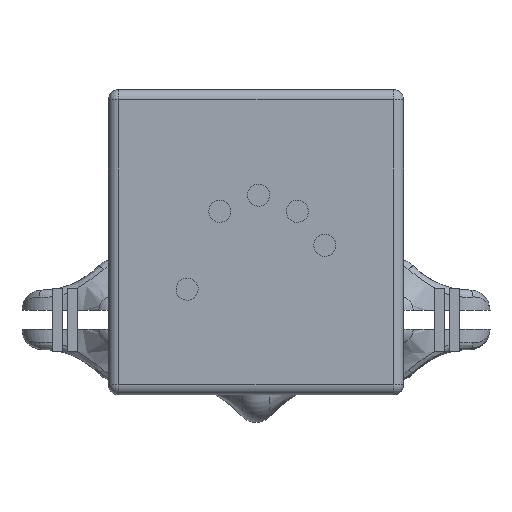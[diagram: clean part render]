
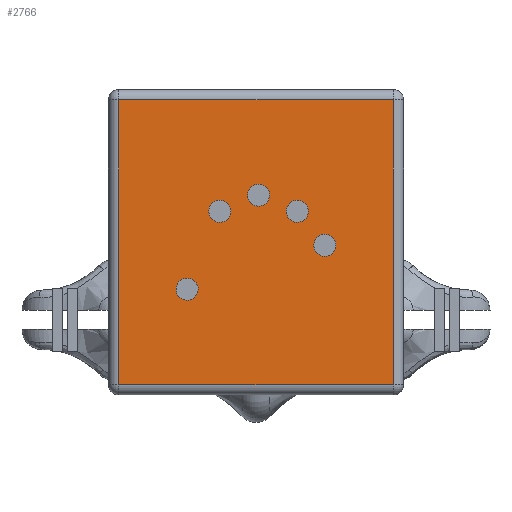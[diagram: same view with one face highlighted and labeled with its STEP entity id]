
A CAD part, left-side view. The second image highlights one B-rep face of the part: STEP entity #2766.
In plain terms, the highlighted planar face has unit normal (-1, 0, 0).
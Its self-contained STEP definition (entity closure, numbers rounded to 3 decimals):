
#86=FACE_BOUND('',#779,.T.);
#87=FACE_BOUND('',#780,.T.);
#88=FACE_BOUND('',#781,.T.);
#89=FACE_BOUND('',#782,.T.);
#90=FACE_BOUND('',#783,.T.);
#396=PLANE('',#3043);
#569=FACE_OUTER_BOUND('',#778,.T.);
#778=EDGE_LOOP('',(#2446,#2447,#2448,#2449));
#779=EDGE_LOOP('',(#2450));
#780=EDGE_LOOP('',(#2451));
#781=EDGE_LOOP('',(#2452));
#782=EDGE_LOOP('',(#2453));
#783=EDGE_LOOP('',(#2454));
#847=LINE('',#7688,#999);
#877=LINE('',#11081,#1029);
#878=LINE('',#11086,#1030);
#879=LINE('',#11090,#1031);
#999=VECTOR('',#3185,56.);
#1029=VECTOR('',#3327,54.);
#1030=VECTOR('',#3334,54.);
#1031=VECTOR('',#3339,56.);
#1136=B_SPLINE_CURVE_WITH_KNOTS('',3,(#3806,#3807,#3808,#3809,#3810,#3811,
#3812,#3813,#3814,#3815,#3816,#3817,#3818),.UNSPECIFIED.,.T.,.F.,(4,3,3,
3,4),(0.,1.,2.,3.,4.),.UNSPECIFIED.);
#1138=B_SPLINE_CURVE_WITH_KNOTS('',3,(#3862,#3863,#3864,#3865,#3866,#3867,
#3868,#3869,#3870,#3871,#3872,#3873,#3874),.UNSPECIFIED.,.T.,.F.,(4,3,3,
3,4),(0.,1.,2.,3.,4.),.UNSPECIFIED.);
#1140=B_SPLINE_CURVE_WITH_KNOTS('',3,(#3918,#3919,#3920,#3921,#3922,#3923,
#3924,#3925,#3926,#3927,#3928,#3929,#3930),.UNSPECIFIED.,.T.,.F.,(4,3,3,
3,4),(0.,1.,2.,3.,4.),.UNSPECIFIED.);
#1142=B_SPLINE_CURVE_WITH_KNOTS('',3,(#3974,#3975,#3976,#3977,#3978,#3979,
#3980,#3981,#3982,#3983,#3984,#3985,#3986),.UNSPECIFIED.,.T.,.F.,(4,3,3,
3,4),(0.,1.,2.,3.,4.),.UNSPECIFIED.);
#1144=B_SPLINE_CURVE_WITH_KNOTS('',3,(#4030,#4031,#4032,#4033,#4034,#4035,
#4036,#4037,#4038,#4039,#4040,#4041,#4042),.UNSPECIFIED.,.T.,.F.,(4,3,3,
3,4),(0.,1.,2.,3.,4.),.UNSPECIFIED.);
#1186=VERTEX_POINT('',#3805);
#1188=VERTEX_POINT('',#3861);
#1190=VERTEX_POINT('',#3917);
#1192=VERTEX_POINT('',#3973);
#1194=VERTEX_POINT('',#4029);
#1238=VERTEX_POINT('',#7686);
#1239=VERTEX_POINT('',#7687);
#1305=VERTEX_POINT('',#11080);
#1306=VERTEX_POINT('',#11084);
#1434=EDGE_CURVE('',#1186,#1186,#1136,.T.);
#1437=EDGE_CURVE('',#1188,#1188,#1138,.T.);
#1440=EDGE_CURVE('',#1190,#1190,#1140,.T.);
#1443=EDGE_CURVE('',#1192,#1192,#1142,.T.);
#1446=EDGE_CURVE('',#1194,#1194,#1144,.T.);
#1508=EDGE_CURVE('',#1238,#1239,#847,.T.);
#1599=EDGE_CURVE('',#1238,#1305,#877,.T.);
#1602=EDGE_CURVE('',#1239,#1306,#878,.T.);
#1604=EDGE_CURVE('',#1305,#1306,#879,.T.);
#2446=ORIENTED_EDGE('',*,*,#1508,.T.);
#2447=ORIENTED_EDGE('',*,*,#1602,.T.);
#2448=ORIENTED_EDGE('',*,*,#1604,.F.);
#2449=ORIENTED_EDGE('',*,*,#1599,.F.);
#2450=ORIENTED_EDGE('',*,*,#1434,.T.);
#2451=ORIENTED_EDGE('',*,*,#1437,.T.);
#2452=ORIENTED_EDGE('',*,*,#1440,.T.);
#2453=ORIENTED_EDGE('',*,*,#1443,.T.);
#2454=ORIENTED_EDGE('',*,*,#1446,.T.);
#2766=ADVANCED_FACE('',(#569,#86,#87,#88,#89,#90),#396,.F.);
#3043=AXIS2_PLACEMENT_3D('',#17476,#3632,#3633);
#3185=DIRECTION('',(0.,0.,1.));
#3327=DIRECTION('',(0.,1.,0.));
#3334=DIRECTION('',(0.,1.,0.));
#3339=DIRECTION('',(0.,0.,1.));
#3632=DIRECTION('center_axis',(1.,0.,0.));
#3633=DIRECTION('ref_axis',(0.,0.,1.));
#3805=CARTESIAN_POINT('',(-57.,-10.285,23.073));
#3806=CARTESIAN_POINT('Ctrl Pts',(-57.,-10.285,23.073));
#3807=CARTESIAN_POINT('Ctrl Pts',(-57.,-10.285,21.877));
#3808=CARTESIAN_POINT('Ctrl Pts',(-57.,-9.312,20.907));
#3809=CARTESIAN_POINT('Ctrl Pts',(-57.,-8.113,20.907));
#3810=CARTESIAN_POINT('Ctrl Pts',(-57.,-6.914,20.907));
#3811=CARTESIAN_POINT('Ctrl Pts',(-57.,-5.941,21.877));
#3812=CARTESIAN_POINT('Ctrl Pts',(-57.,-5.941,23.073));
#3813=CARTESIAN_POINT('Ctrl Pts',(-57.,-5.941,24.269));
#3814=CARTESIAN_POINT('Ctrl Pts',(-57.,-6.914,25.239));
#3815=CARTESIAN_POINT('Ctrl Pts',(-57.,-8.113,25.239));
#3816=CARTESIAN_POINT('Ctrl Pts',(-57.,-9.312,25.239));
#3817=CARTESIAN_POINT('Ctrl Pts',(-57.,-10.285,24.269));
#3818=CARTESIAN_POINT('Ctrl Pts',(-57.,-10.285,23.073));
#3861=CARTESIAN_POINT('',(-57.,4.942,23.073));
#3862=CARTESIAN_POINT('Ctrl Pts',(-57.,4.942,23.073));
#3863=CARTESIAN_POINT('Ctrl Pts',(-57.,4.942,21.877));
#3864=CARTESIAN_POINT('Ctrl Pts',(-57.,5.915,20.907));
#3865=CARTESIAN_POINT('Ctrl Pts',(-57.,7.114,20.907));
#3866=CARTESIAN_POINT('Ctrl Pts',(-57.,8.314,20.907));
#3867=CARTESIAN_POINT('Ctrl Pts',(-57.,9.286,21.877));
#3868=CARTESIAN_POINT('Ctrl Pts',(-57.,9.286,23.073));
#3869=CARTESIAN_POINT('Ctrl Pts',(-57.,9.286,24.269));
#3870=CARTESIAN_POINT('Ctrl Pts',(-57.,8.314,25.239));
#3871=CARTESIAN_POINT('Ctrl Pts',(-57.,7.114,25.239));
#3872=CARTESIAN_POINT('Ctrl Pts',(-57.,5.915,25.239));
#3873=CARTESIAN_POINT('Ctrl Pts',(-57.,4.942,24.269));
#3874=CARTESIAN_POINT('Ctrl Pts',(-57.,4.942,23.073));
#3917=CARTESIAN_POINT('',(-57.,11.376,7.762));
#3918=CARTESIAN_POINT('Ctrl Pts',(-57.,11.376,7.762));
#3919=CARTESIAN_POINT('Ctrl Pts',(-57.,11.376,6.565));
#3920=CARTESIAN_POINT('Ctrl Pts',(-57.,12.348,5.595));
#3921=CARTESIAN_POINT('Ctrl Pts',(-57.,13.548,5.595));
#3922=CARTESIAN_POINT('Ctrl Pts',(-57.,14.748,5.595));
#3923=CARTESIAN_POINT('Ctrl Pts',(-57.,15.72,6.565));
#3924=CARTESIAN_POINT('Ctrl Pts',(-57.,15.72,7.762));
#3925=CARTESIAN_POINT('Ctrl Pts',(-57.,15.72,8.958));
#3926=CARTESIAN_POINT('Ctrl Pts',(-57.,14.748,9.928));
#3927=CARTESIAN_POINT('Ctrl Pts',(-57.,13.548,9.928));
#3928=CARTESIAN_POINT('Ctrl Pts',(-57.,12.348,9.928));
#3929=CARTESIAN_POINT('Ctrl Pts',(-57.,11.376,8.958));
#3930=CARTESIAN_POINT('Ctrl Pts',(-57.,11.376,7.762));
#3973=CARTESIAN_POINT('',(-57.,-2.671,26.238));
#3974=CARTESIAN_POINT('Ctrl Pts',(-57.,-2.671,26.238));
#3975=CARTESIAN_POINT('Ctrl Pts',(-57.,-2.671,25.042));
#3976=CARTESIAN_POINT('Ctrl Pts',(-57.,-1.699,24.072));
#3977=CARTESIAN_POINT('Ctrl Pts',(-57.,-0.499,24.072));
#3978=CARTESIAN_POINT('Ctrl Pts',(-57.,0.7,24.072));
#3979=CARTESIAN_POINT('Ctrl Pts',(-57.,1.673,25.042));
#3980=CARTESIAN_POINT('Ctrl Pts',(-57.,1.673,26.238));
#3981=CARTESIAN_POINT('Ctrl Pts',(-57.,1.673,27.435));
#3982=CARTESIAN_POINT('Ctrl Pts',(-57.,0.7,28.405));
#3983=CARTESIAN_POINT('Ctrl Pts',(-57.,-0.499,28.405));
#3984=CARTESIAN_POINT('Ctrl Pts',(-57.,-1.699,28.405));
#3985=CARTESIAN_POINT('Ctrl Pts',(-57.,-2.671,27.435));
#3986=CARTESIAN_POINT('Ctrl Pts',(-57.,-2.671,26.238));
#4029=CARTESIAN_POINT('',(-57.,-15.72,16.394));
#4030=CARTESIAN_POINT('Ctrl Pts',(-57.,-15.72,16.394));
#4031=CARTESIAN_POINT('Ctrl Pts',(-57.,-15.72,15.198));
#4032=CARTESIAN_POINT('Ctrl Pts',(-57.,-14.747,14.228));
#4033=CARTESIAN_POINT('Ctrl Pts',(-57.,-13.548,14.228));
#4034=CARTESIAN_POINT('Ctrl Pts',(-57.,-12.348,14.228));
#4035=CARTESIAN_POINT('Ctrl Pts',(-57.,-11.376,15.198));
#4036=CARTESIAN_POINT('Ctrl Pts',(-57.,-11.376,16.394));
#4037=CARTESIAN_POINT('Ctrl Pts',(-57.,-11.376,17.59));
#4038=CARTESIAN_POINT('Ctrl Pts',(-57.,-12.348,18.56));
#4039=CARTESIAN_POINT('Ctrl Pts',(-57.,-13.548,18.56));
#4040=CARTESIAN_POINT('Ctrl Pts',(-57.,-14.747,18.56));
#4041=CARTESIAN_POINT('Ctrl Pts',(-57.,-15.72,17.59));
#4042=CARTESIAN_POINT('Ctrl Pts',(-57.,-15.72,16.394));
#7686=CARTESIAN_POINT('',(-57.,-27.,-11.));
#7687=CARTESIAN_POINT('',(-57.,-27.,45.));
#7688=CARTESIAN_POINT('',(-57.,-27.,-13.));
#11080=CARTESIAN_POINT('',(-57.,27.,-11.));
#11081=CARTESIAN_POINT('',(-57.,-29.,-11.));
#11084=CARTESIAN_POINT('',(-57.,27.,45.));
#11086=CARTESIAN_POINT('',(-57.,-29.,45.));
#11090=CARTESIAN_POINT('',(-57.,27.,-13.));
#17476=CARTESIAN_POINT('Origin',(-57.,-29.,-13.));
